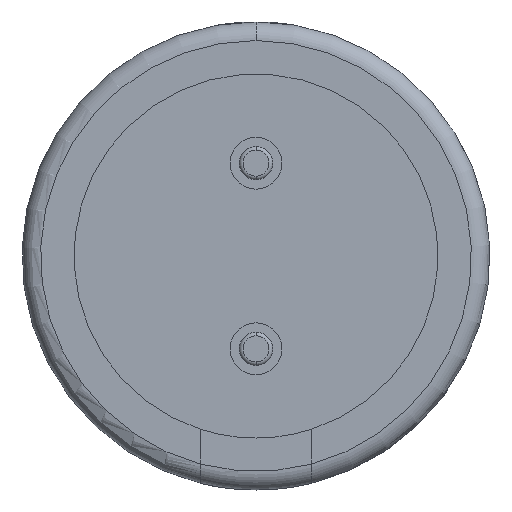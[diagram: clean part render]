
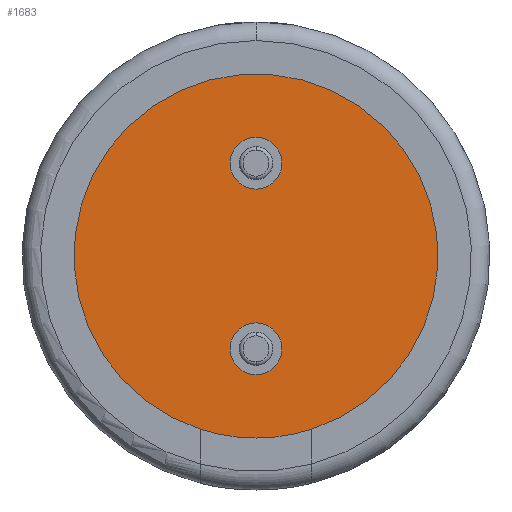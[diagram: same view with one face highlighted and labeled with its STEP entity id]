
A CAD part, front view. The second image highlights one B-rep face of the part: STEP entity #1683.
In plain terms, the highlighted planar face has unit normal (0, -1, 0).
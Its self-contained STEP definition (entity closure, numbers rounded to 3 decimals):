
#78 = ORIENTED_EDGE ( 'NONE', *, *, #3689, .F. ) ;
#145 = DIRECTION ( 'NONE',  ( 0., 0., -1. ) ) ;
#183 = FACE_OUTER_BOUND ( 'NONE', #3141, .T. ) ;
#213 = DIRECTION ( 'NONE',  ( 0., 0., -1. ) ) ;
#291 = DIRECTION ( 'NONE',  ( 0., 0., -1. ) ) ;
#311 = CARTESIAN_POINT ( 'NONE',  ( 0., 0.1, 0. ) ) ;
#366 = DIRECTION ( 'NONE',  ( 0., 0., -1. ) ) ;
#401 = CARTESIAN_POINT ( 'NONE',  ( 0., 0.1, 0. ) ) ;
#425 = CARTESIAN_POINT ( 'NONE',  ( 0., 0.1, -1.25 ) ) ;
#486 = CARTESIAN_POINT ( 'NONE',  ( 0., 0.1, 1.6 ) ) ;
#490 = CIRCLE ( 'NONE', #4298, 2.45 ) ;
#662 = DIRECTION ( 'NONE',  ( 0., -1., 0. ) ) ;
#727 = VERTEX_POINT ( 'NONE', #3470 ) ;
#843 = CARTESIAN_POINT ( 'NONE',  ( 0.75, 0.1, -2.332 ) ) ;
#931 = EDGE_LOOP ( 'NONE', ( #3249, #78 ) ) ;
#944 = CARTESIAN_POINT ( 'NONE',  ( 0., 0.1, 0. ) ) ;
#983 = DIRECTION ( 'NONE',  ( 0., 0., -1. ) ) ;
#1038 = CARTESIAN_POINT ( 'NONE',  ( -0.75, 0.1, -2.332 ) ) ;
#1068 = DIRECTION ( 'NONE',  ( 0., -1., 0. ) ) ;
#1262 = EDGE_LOOP ( 'NONE', ( #2689, #3670 ) ) ;
#1312 = AXIS2_PLACEMENT_3D ( 'NONE', #2336, #2610, #3655 ) ;
#1683 = ADVANCED_FACE ( 'NONE', ( #3619, #2284, #183 ), #2496, .T. ) ;
#1801 = AXIS2_PLACEMENT_3D ( 'NONE', #3191, #1068, #3505 ) ;
#1885 = DIRECTION ( 'NONE',  ( 0., 0., -1. ) ) ;
#1895 = DIRECTION ( 'NONE',  ( 0., -1., 0. ) ) ;
#2132 = ORIENTED_EDGE ( 'NONE', *, *, #3896, .T. ) ;
#2160 = CARTESIAN_POINT ( 'NONE',  ( 0., 0.1, -1.25 ) ) ;
#2208 = EDGE_CURVE ( 'NONE', #727, #2349, #4074, .T. ) ;
#2249 = ORIENTED_EDGE ( 'NONE', *, *, #2621, .T. ) ;
#2276 = CIRCLE ( 'NONE', #3445, 0.35 ) ;
#2284 = FACE_BOUND ( 'NONE', #931, .T. ) ;
#2336 = CARTESIAN_POINT ( 'NONE',  ( 0., 0.1, 1.25 ) ) ;
#2349 = VERTEX_POINT ( 'NONE', #486 ) ;
#2429 = CIRCLE ( 'NONE', #3727, 0.35 ) ;
#2496 = PLANE ( 'NONE',  #3485 ) ;
#2526 = CARTESIAN_POINT ( 'NONE',  ( 0., 0.1, -2.45 ) ) ;
#2582 = DIRECTION ( 'NONE',  ( 0., -1., 0. ) ) ;
#2610 = DIRECTION ( 'NONE',  ( 0., -1., 0. ) ) ;
#2621 = EDGE_CURVE ( 'NONE', #3628, #2848, #4234, .T. ) ;
#2689 = ORIENTED_EDGE ( 'NONE', *, *, #4231, .F. ) ;
#2824 = VERTEX_POINT ( 'NONE', #3171 ) ;
#2848 = VERTEX_POINT ( 'NONE', #843 ) ;
#2931 = CARTESIAN_POINT ( 'NONE',  ( 0., 0.1, 0. ) ) ;
#2938 = AXIS2_PLACEMENT_3D ( 'NONE', #401, #3993, #213 ) ;
#3141 = EDGE_LOOP ( 'NONE', ( #2132, #3584, #2249 ) ) ;
#3147 = EDGE_CURVE ( 'NONE', #3225, #3628, #490, .T. ) ;
#3171 = CARTESIAN_POINT ( 'NONE',  ( 0., 0.1, -1.6 ) ) ;
#3191 = CARTESIAN_POINT ( 'NONE',  ( 0., 0.1, 1.25 ) ) ;
#3224 = CARTESIAN_POINT ( 'NONE',  ( 0., 0.1, -0.9 ) ) ;
#3225 = VERTEX_POINT ( 'NONE', #1038 ) ;
#3249 = ORIENTED_EDGE ( 'NONE', *, *, #2208, .F. ) ;
#3445 = AXIS2_PLACEMENT_3D ( 'NONE', #2160, #3548, #366 ) ;
#3470 = CARTESIAN_POINT ( 'NONE',  ( 0., 0.1, 0.9 ) ) ;
#3485 = AXIS2_PLACEMENT_3D ( 'NONE', #2931, #2582, #1885 ) ;
#3505 = DIRECTION ( 'NONE',  ( 0., 0., -1. ) ) ;
#3548 = DIRECTION ( 'NONE',  ( 0., -1., 0. ) ) ;
#3584 = ORIENTED_EDGE ( 'NONE', *, *, #3147, .T. ) ;
#3619 = FACE_BOUND ( 'NONE', #1262, .T. ) ;
#3628 = VERTEX_POINT ( 'NONE', #2526 ) ;
#3655 = DIRECTION ( 'NONE',  ( 0., 0., -1. ) ) ;
#3670 = ORIENTED_EDGE ( 'NONE', *, *, #4462, .F. ) ;
#3689 = EDGE_CURVE ( 'NONE', #2349, #727, #4456, .T. ) ;
#3727 = AXIS2_PLACEMENT_3D ( 'NONE', #425, #1895, #145 ) ;
#3838 = VERTEX_POINT ( 'NONE', #3224 ) ;
#3896 = EDGE_CURVE ( 'NONE', #2848, #3225, #4237, .T. ) ;
#3993 = DIRECTION ( 'NONE',  ( 0., -1., 0. ) ) ;
#4074 = CIRCLE ( 'NONE', #1801, 0.35 ) ;
#4231 = EDGE_CURVE ( 'NONE', #2824, #3838, #2276, .T. ) ;
#4234 = CIRCLE ( 'NONE', #4377, 2.45 ) ;
#4237 = CIRCLE ( 'NONE', #2938, 2.45 ) ;
#4298 = AXIS2_PLACEMENT_3D ( 'NONE', #311, #4442, #291 ) ;
#4377 = AXIS2_PLACEMENT_3D ( 'NONE', #944, #662, #983 ) ;
#4442 = DIRECTION ( 'NONE',  ( 0., -1., 0. ) ) ;
#4456 = CIRCLE ( 'NONE', #1312, 0.35 ) ;
#4462 = EDGE_CURVE ( 'NONE', #3838, #2824, #2429, .T. ) ;
